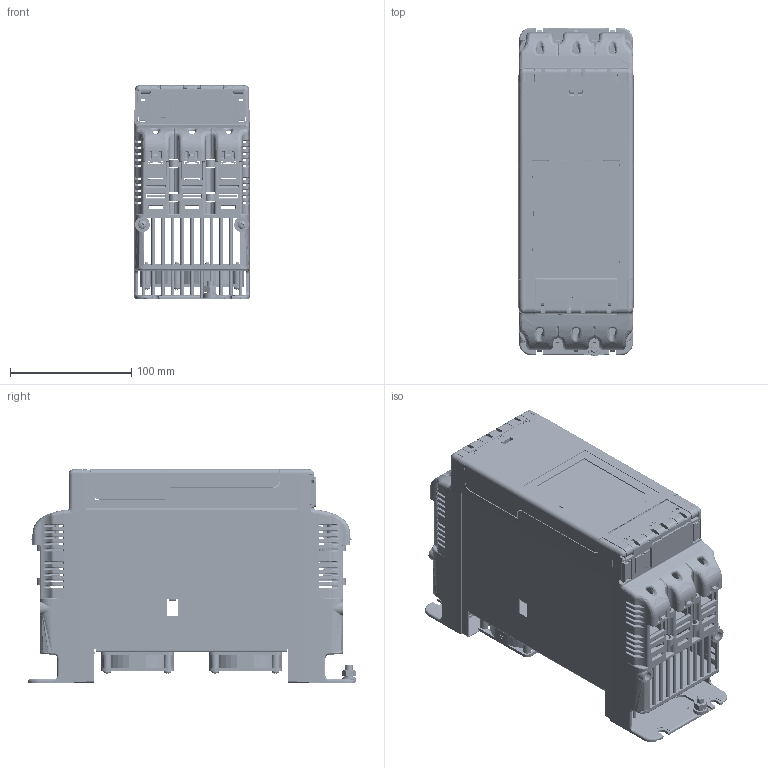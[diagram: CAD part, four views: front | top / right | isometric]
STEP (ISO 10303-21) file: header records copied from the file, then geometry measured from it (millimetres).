
FILE_DESCRIPTION(('STEP AP214'), '1');
FILE_NAME('ASY-SGY-013-V01', '', ('UNSPECIFIED'), ('UNSPECIFIED'), 'ASCON STEP Converter 1.3', 'ASCON Math Kernel', '');
FILE_SCHEMA(('AUTOMOTIVE_DESIGN { 1 0 10303 214 3 1 1}'));
Length unit declared in the file: millimetre
Products named in the file (1): 3DC-ASY-SGY-013-V01
Bounding box: 95.17 x 271 x 176.36 mm (x, y, z)
Volume: 244307.6 mm3; surface area: 523341.6 mm2
Topology: 44 solids, 46 shells, 9419 faces, 25745 edges, 15901 vertices
Faces by surface type: plane 4414, cylinder 2617, bspline 1718, cone 260, sphere 227, torus 183
Full cylindrical faces by diameter (mm): 2.4 x8, 3 x66, 3.1 x2, 3.505 x4, 3.7 x8, 4 x22, 4.4 x4, 4.5 x2, 4.8 x2, 5.25 x1, 6 x10, 6.4 x2, 6.85 x8, 6.909 x4, 7.595 x1, 7.65 x4, 8 x12, 12 x2, 25 x2, 58 x2
Entity records: 586638 total; most frequent: CARTESIAN_POINT 296041, ORIENTED_EDGE 50322, DIRECTION 36433, EDGE_CURVE 25161, VERTEX_POINT 15857, LINE 14335, VECTOR 14335, AXIS2_PLACEMENT_3D 11049
